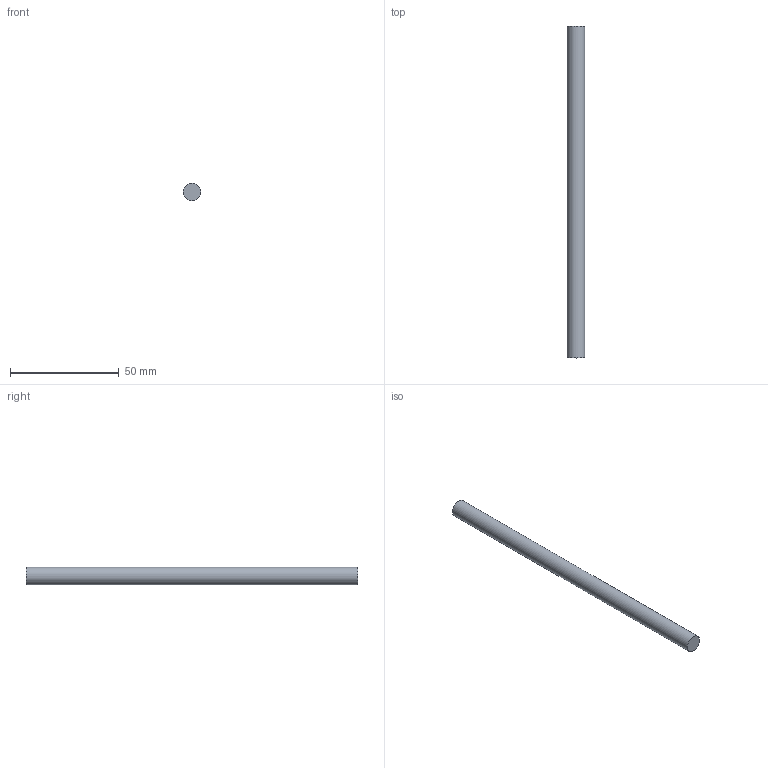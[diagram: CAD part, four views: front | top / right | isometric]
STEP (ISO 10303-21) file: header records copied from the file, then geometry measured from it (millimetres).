
FILE_DESCRIPTION((''),'2;1');
FILE_NAME('SG8MMCORD.STP', '2021-03-08T21:08:16',(''), (''), 'KCM Version 2.0.6974.6974', 'KeyCreator Pro', '');
FILE_SCHEMA(('AUTOMOTIVE_DESIGN'));
Length unit declared in the file: inch
Bounding box: 8 x 152.4 x 8 mm (x, y, z)
Volume: 7660.5 mm3; surface area: 3930.8 mm2
Topology: 1 solids, 1 shells, 3 faces, 3 edges, 2 vertices
Faces by surface type: plane 2, cylinder 1
Full cylindrical faces by diameter (mm): 8 x1
Entity records: 84 total; most frequent: DIRECTION 13, CARTESIAN_POINT 9, AXIS2_PLACEMENT_3D 6, ORIENTED_EDGE 6, EDGE_CURVE 3, EDGE_LOOP 3, FACE_OUTER_BOUND 3, ADVANCED_FACE 3
